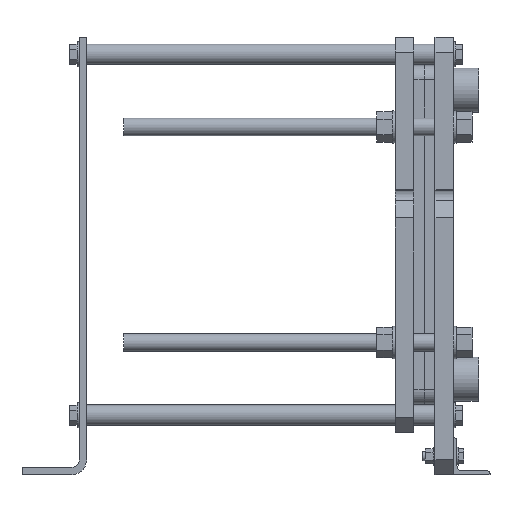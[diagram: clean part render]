
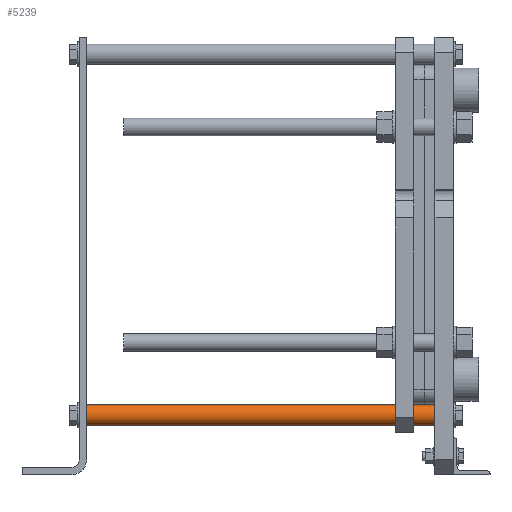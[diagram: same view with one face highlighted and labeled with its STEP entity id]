
A CAD part, left-side view. The second image highlights one B-rep face of the part: STEP entity #5239.
In plain terms, the highlighted cylindrical face has radius 14 mm (diameter 28 mm), a full revolution.
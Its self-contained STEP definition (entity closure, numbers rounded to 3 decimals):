
#226=CYLINDRICAL_SURFACE('',#5626,14.);
#322=FACE_BOUND('',#1093,.T.);
#389=CIRCLE('',#5436,14.);
#440=CIRCLE('',#5610,14.);
#734=FACE_OUTER_BOUND('',#1092,.T.);
#1092=EDGE_LOOP('',(#4384));
#1093=EDGE_LOOP('',(#4385));
#2473=VERTEX_POINT('',#7694);
#2649=VERTEX_POINT('',#8253);
#2983=EDGE_CURVE('',#2473,#2473,#389,.T.);
#3243=EDGE_CURVE('',#2649,#2649,#440,.T.);
#4384=ORIENTED_EDGE('',*,*,#2983,.F.);
#4385=ORIENTED_EDGE('',*,*,#3243,.F.);
#5239=ADVANCED_FACE('',(#734,#322),#226,.T.);
#5436=AXIS2_PLACEMENT_3D('',#7695,#6144,#6145);
#5610=AXIS2_PLACEMENT_3D('',#8254,#6701,#6702);
#5626=AXIS2_PLACEMENT_3D('',#8307,#6754,#6755);
#6144=DIRECTION('center_axis',(0.,-1.,0.));
#6145=DIRECTION('ref_axis',(-1.,0.,0.));
#6701=DIRECTION('center_axis',(0.,1.,0.));
#6702=DIRECTION('ref_axis',(-1.,0.,0.));
#6754=DIRECTION('center_axis',(0.,1.,0.));
#6755=DIRECTION('ref_axis',(-1.,0.,0.));
#7694=CARTESIAN_POINT('',(14.,0.,81.));
#7695=CARTESIAN_POINT('Origin',(0.,0.,81.));
#8253=CARTESIAN_POINT('',(14.,475.,81.));
#8254=CARTESIAN_POINT('Origin',(0.,475.,81.));
#8307=CARTESIAN_POINT('Origin',(0.,-125.,81.));
